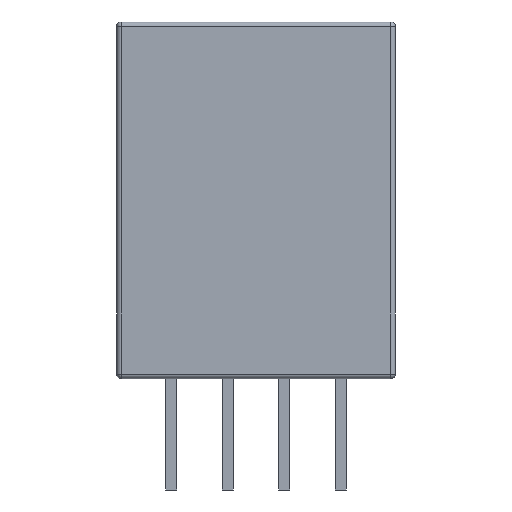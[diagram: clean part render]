
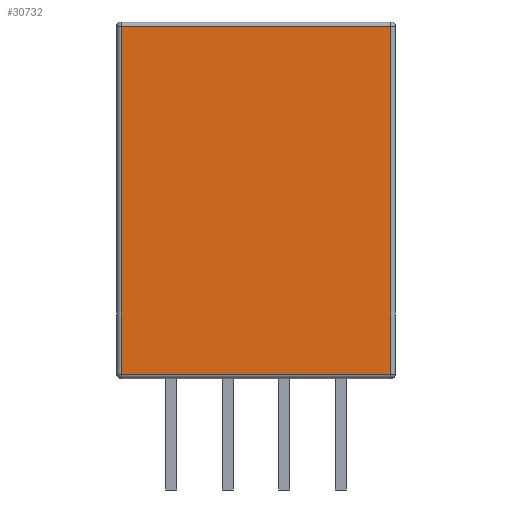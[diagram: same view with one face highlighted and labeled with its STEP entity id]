
A CAD part, front view. The second image highlights one B-rep face of the part: STEP entity #30732.
In plain terms, the highlighted planar face has unit normal (0, -1, 0).
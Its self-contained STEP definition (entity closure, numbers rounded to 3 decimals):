
#915 = PLANE ( 'NONE',  #34326 ) ;
#1019 = EDGE_CURVE ( 'NONE', #36513, #9554, #5265, .T. ) ;
#5265 = LINE ( 'NONE', #17885, #16377 ) ;
#7658 = CARTESIAN_POINT ( 'NONE',  ( 6.05, -3., -7.8 ) ) ;
#9554 = VERTEX_POINT ( 'NONE', #33278 ) ;
#10647 = ORIENTED_EDGE ( 'NONE', *, *, #18450, .T. ) ;
#12230 = DIRECTION ( 'NONE',  ( 0., 0., -1. ) ) ;
#12992 = DIRECTION ( 'NONE',  ( 1., 0., 0. ) ) ;
#14704 = CARTESIAN_POINT ( 'NONE',  ( -6.25, -3., 7.8 ) ) ;
#16377 = VECTOR ( 'NONE', #30413, 1000. ) ;
#17885 = CARTESIAN_POINT ( 'NONE',  ( 6.05, -3., -8. ) ) ;
#18450 = EDGE_CURVE ( 'NONE', #9554, #27872, #21515, .T. ) ;
#19000 = LINE ( 'NONE', #21911, #25994 ) ;
#19660 = ORIENTED_EDGE ( 'NONE', *, *, #31923, .T. ) ;
#19694 = DIRECTION ( 'NONE',  ( 1., 0., 0. ) ) ;
#20318 = FACE_OUTER_BOUND ( 'NONE', #36475, .T. ) ;
#20322 = EDGE_CURVE ( 'NONE', #27872, #35221, #27904, .T. ) ;
#21515 = LINE ( 'NONE', #14704, #22011 ) ;
#21911 = CARTESIAN_POINT ( 'NONE',  ( 6.25, -3., -7.8 ) ) ;
#22011 = VECTOR ( 'NONE', #39586, 1000. ) ;
#22060 = CARTESIAN_POINT ( 'NONE',  ( -6.05, -3., 7.8 ) ) ;
#22961 = CARTESIAN_POINT ( 'NONE',  ( -6.05, -3., -7.8 ) ) ;
#25493 = VECTOR ( 'NONE', #12230, 1000. ) ;
#25994 = VECTOR ( 'NONE', #12992, 1000. ) ;
#26289 = DIRECTION ( 'NONE',  ( 0., -1., 0. ) ) ;
#26693 = CARTESIAN_POINT ( 'NONE',  ( 6.25, -3., -8. ) ) ;
#27872 = VERTEX_POINT ( 'NONE', #22060 ) ;
#27904 = LINE ( 'NONE', #40401, #25493 ) ;
#30413 = DIRECTION ( 'NONE',  ( 0., 0., 1. ) ) ;
#30732 = ADVANCED_FACE ( 'NONE', ( #20318 ), #915, .T. ) ;
#31923 = EDGE_CURVE ( 'NONE', #35221, #36513, #19000, .T. ) ;
#33278 = CARTESIAN_POINT ( 'NONE',  ( 6.05, -3., 7.8 ) ) ;
#34326 = AXIS2_PLACEMENT_3D ( 'NONE', #26693, #26289, #19694 ) ;
#35221 = VERTEX_POINT ( 'NONE', #22961 ) ;
#36475 = EDGE_LOOP ( 'NONE', ( #38514, #19660, #37691, #10647 ) ) ;
#36513 = VERTEX_POINT ( 'NONE', #7658 ) ;
#37691 = ORIENTED_EDGE ( 'NONE', *, *, #1019, .T. ) ;
#38514 = ORIENTED_EDGE ( 'NONE', *, *, #20322, .T. ) ;
#39586 = DIRECTION ( 'NONE',  ( -1., 0., 0. ) ) ;
#40401 = CARTESIAN_POINT ( 'NONE',  ( -6.05, -3., -8. ) ) ;
